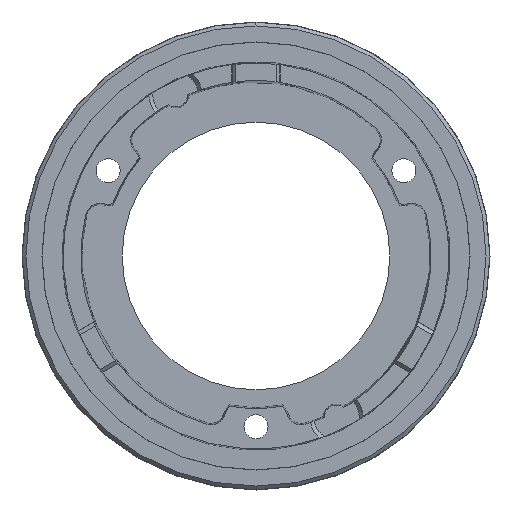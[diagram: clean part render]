
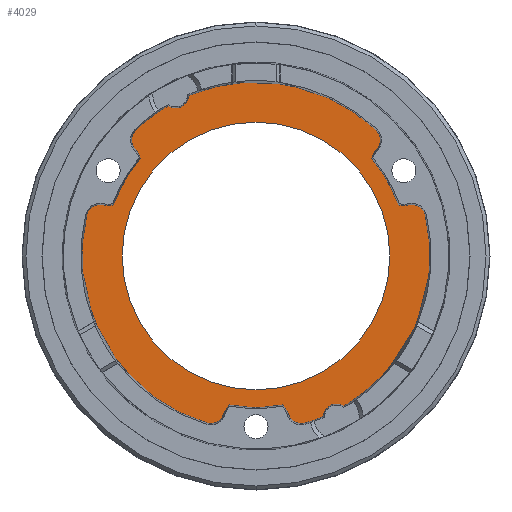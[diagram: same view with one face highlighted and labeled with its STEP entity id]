
A CAD part, front view. The second image highlights one B-rep face of the part: STEP entity #4029.
In plain terms, the highlighted planar face has unit normal (0, -1, 0).
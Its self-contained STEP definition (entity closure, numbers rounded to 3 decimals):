
#1453=CARTESIAN_POINT('',(0.,14.43,0.));
#1454=DIRECTION('',(0.,1.,0.));
#1455=DIRECTION('',(0.,0.,-1.));
#1456=AXIS2_PLACEMENT_3D('',#1453,#1454,#1455);
#1458=CARTESIAN_POINT('',(0.,14.43,0.));
#1459=DIRECTION('',(0.,1.,0.));
#1460=DIRECTION('',(0.,0.,1.));
#1461=AXIS2_PLACEMENT_3D('',#1458,#1459,#1460);
#1463=CARTESIAN_POINT('',(-6.04,14.43,12.097));
#1464=DIRECTION('',(0.,-1.,0.));
#1465=DIRECTION('',(-0.551,0.,-0.834));
#1466=AXIS2_PLACEMENT_3D('',#1463,#1464,#1465);
#1468=CARTESIAN_POINT('',(0.,14.43,0.));
#1469=DIRECTION('',(0.,-1.,0.));
#1470=DIRECTION('',(0.691,0.,0.723));
#1471=AXIS2_PLACEMENT_3D('',#1468,#1469,#1470);
#1473=CARTESIAN_POINT('',(8.325,14.43,8.712));
#1474=DIRECTION('',(0.,-1.,0.));
#1475=DIRECTION('',(0.767,0.,-0.642));
#1476=AXIS2_PLACEMENT_3D('',#1473,#1474,#1475);
#1478=CARTESIAN_POINT('',(11.085,14.43,6.4));
#1479=DIRECTION('',(0.,1.,0.));
#1480=DIRECTION('',(-0.933,0.,0.36));
#1481=AXIS2_PLACEMENT_3D('',#1478,#1479,#1480);
#1483=CARTESIAN_POINT('',(11.085,14.43,6.4));
#1484=DIRECTION('',(0.,1.,0.));
#1485=DIRECTION('',(0.173,0.,-0.985));
#1486=AXIS2_PLACEMENT_3D('',#1483,#1484,#1485);
#1488=CARTESIAN_POINT('',(11.707,14.43,2.854));
#1489=DIRECTION('',(0.,-1.,0.));
#1490=DIRECTION('',(0.972,0.,0.237));
#1491=AXIS2_PLACEMENT_3D('',#1488,#1489,#1490);
#1493=CARTESIAN_POINT('',(0.,14.43,0.));
#1494=DIRECTION('',(0.,-1.,0.));
#1495=DIRECTION('',(0.505,0.,-0.863));
#1496=AXIS2_PLACEMENT_3D('',#1493,#1494,#1495);
#1498=CARTESIAN_POINT('',(6.04,14.43,-12.097));
#1499=DIRECTION('',(0.,-1.,0.));
#1500=DIRECTION('',(0.551,0.,0.834));
#1501=AXIS2_PLACEMENT_3D('',#1498,#1499,#1500);
#1503=CARTESIAN_POINT('',(0.,14.43,0.));
#1504=DIRECTION('',(0.,-1.,0.));
#1505=DIRECTION('',(0.281,0.,-0.96));
#1506=AXIS2_PLACEMENT_3D('',#1503,#1504,#1505);
#1508=CARTESIAN_POINT('',(3.382,14.43,-11.566));
#1509=DIRECTION('',(0.,-1.,0.));
#1510=DIRECTION('',(-0.939,0.,-0.343));
#1511=AXIS2_PLACEMENT_3D('',#1508,#1509,#1510);
#1513=CARTESIAN_POINT('',(0.,14.43,-12.8));
#1514=DIRECTION('',(0.,1.,0.));
#1515=DIRECTION('',(0.778,0.,0.628));
#1516=AXIS2_PLACEMENT_3D('',#1513,#1514,#1515);
#1518=CARTESIAN_POINT('',(0.,14.43,-12.8));
#1519=DIRECTION('',(0.,1.,0.));
#1520=DIRECTION('',(-0.939,0.,0.343));
#1521=AXIS2_PLACEMENT_3D('',#1518,#1519,#1520);
#1523=CARTESIAN_POINT('',(-3.382,14.43,-11.566));
#1524=DIRECTION('',(0.,-1.,0.));
#1525=DIRECTION('',(-0.281,0.,-0.96));
#1526=AXIS2_PLACEMENT_3D('',#1523,#1524,#1525);
#1528=CARTESIAN_POINT('',(0.,14.43,0.));
#1529=DIRECTION('',(0.,-1.,0.));
#1530=DIRECTION('',(-0.972,0.,0.237));
#1531=AXIS2_PLACEMENT_3D('',#1528,#1529,#1530);
#1533=CARTESIAN_POINT('',(-11.707,14.43,2.854));
#1534=DIRECTION('',(0.,-1.,0.));
#1535=DIRECTION('',(0.173,0.,0.985));
#1536=AXIS2_PLACEMENT_3D('',#1533,#1534,#1535);
#1538=CARTESIAN_POINT('',(-11.085,14.43,6.4));
#1539=DIRECTION('',(0.,1.,0.));
#1540=DIRECTION('',(0.154,0.,-0.988));
#1541=AXIS2_PLACEMENT_3D('',#1538,#1539,#1540);
#1543=CARTESIAN_POINT('',(-11.085,14.43,6.4));
#1544=DIRECTION('',(0.,1.,0.));
#1545=DIRECTION('',(0.767,0.,0.642));
#1546=AXIS2_PLACEMENT_3D('',#1543,#1544,#1545);
#1548=CARTESIAN_POINT('',(-8.325,14.43,8.712));
#1549=DIRECTION('',(0.,-1.,0.));
#1550=DIRECTION('',(-0.691,0.,0.723));
#1551=AXIS2_PLACEMENT_3D('',#1548,#1549,#1550);
#1553=CARTESIAN_POINT('',(0.,14.43,0.));
#1554=DIRECTION('',(0.,-1.,0.));
#1555=DIRECTION('',(-0.505,0.,0.863));
#1556=AXIS2_PLACEMENT_3D('',#1553,#1554,#1555);
#1645=CARTESIAN_POINT('',(0.,14.43,0.));
#1646=DIRECTION('',(0.,-1.,0.));
#1647=DIRECTION('',(-0.178,0.,-0.984));
#1648=AXIS2_PLACEMENT_3D('',#1645,#1646,#1647);
#1650=CARTESIAN_POINT('',(2.024,14.43,-11.168));
#1660=CARTESIAN_POINT('',(-2.024,14.43,-11.168));
#1665=CARTESIAN_POINT('',(0.,14.43,0.));
#1666=DIRECTION('',(0.,-1.,0.));
#1667=DIRECTION('',(0.941,0.,0.338));
#1668=AXIS2_PLACEMENT_3D('',#1665,#1666,#1667);
#1670=CARTESIAN_POINT('',(8.66,14.43,7.337));
#1675=CARTESIAN_POINT('',(10.684,14.43,3.831));
#1680=CARTESIAN_POINT('',(0.,14.43,0.));
#1681=DIRECTION('',(0.,-1.,0.));
#1682=DIRECTION('',(-0.763,0.,0.646));
#1683=AXIS2_PLACEMENT_3D('',#1680,#1681,#1682);
#1685=CARTESIAN_POINT('',(-10.684,14.43,3.831));
#1690=CARTESIAN_POINT('',(-8.66,14.43,7.337));
#2331=VERTEX_POINT('',#1675);
#2333=VERTEX_POINT('',#1670);
#2335=VERTEX_POINT('',#1650);
#2337=VERTEX_POINT('',#1690);
#2339=VERTEX_POINT('',#1685);
#2341=VERTEX_POINT('',#1660);
#2355=CARTESIAN_POINT('',(2.442,14.43,-11.909));
#2356=CARTESIAN_POINT('',(3.662,14.43,-12.526));
#2357=VERTEX_POINT('',#2355);
#2358=VERTEX_POINT('',#2356);
#2363=CARTESIAN_POINT('',(-3.662,14.43,-12.526));
#2364=CARTESIAN_POINT('',(-2.442,14.43,-11.909));
#2365=VERTEX_POINT('',#2363);
#2366=VERTEX_POINT('',#2364);
#2371=CARTESIAN_POINT('',(12.679,14.43,3.091));
#2372=CARTESIAN_POINT('',(11.534,14.43,3.839));
#2373=VERTEX_POINT('',#2371);
#2374=VERTEX_POINT('',#2372);
#2379=CARTESIAN_POINT('',(9.092,14.43,8.069));
#2380=CARTESIAN_POINT('',(9.016,14.43,9.435));
#2381=VERTEX_POINT('',#2379);
#2382=VERTEX_POINT('',#2380);
#2387=CARTESIAN_POINT('',(-9.016,14.43,9.435));
#2388=CARTESIAN_POINT('',(-9.092,14.43,8.069));
#2389=VERTEX_POINT('',#2387);
#2390=VERTEX_POINT('',#2388);
#2395=CARTESIAN_POINT('',(-11.534,14.43,3.839));
#2396=CARTESIAN_POINT('',(-12.679,14.43,3.091));
#2397=VERTEX_POINT('',#2395);
#2398=VERTEX_POINT('',#2396);
#2403=CARTESIAN_POINT('',(0.,14.43,-10.033));
#2404=CARTESIAN_POINT('',(0.,14.43,10.033));
#2405=VERTEX_POINT('',#2403);
#2406=VERTEX_POINT('',#2404);
#2465=CARTESIAN_POINT('',(-6.591,14.43,11.263));
#2466=CARTESIAN_POINT('',(-5.041,14.43,12.037));
#2467=VERTEX_POINT('',#2465);
#2468=VERTEX_POINT('',#2466);
#2469=CARTESIAN_POINT('',(6.591,14.43,-11.263));
#2470=CARTESIAN_POINT('',(5.041,14.43,-12.037));
#2471=VERTEX_POINT('',#2469);
#2472=VERTEX_POINT('',#2470);
#3976=CARTESIAN_POINT('',(0.,14.43,0.));
#3977=DIRECTION('',(0.,-1.,0.));
#3978=DIRECTION('',(0.,0.,-1.));
#3979=AXIS2_PLACEMENT_3D('',#3976,#3977,#3978);
#3980=PLANE('',#3979);
#3982=ORIENTED_EDGE('',*,*,#3981,.T.);
#3983=ORIENTED_EDGE('',*,*,#3558,.F.);
#3985=ORIENTED_EDGE('',*,*,#3984,.F.);
#3987=ORIENTED_EDGE('',*,*,#3986,.F.);
#3989=ORIENTED_EDGE('',*,*,#3988,.F.);
#3991=ORIENTED_EDGE('',*,*,#3990,.F.);
#3993=ORIENTED_EDGE('',*,*,#3992,.F.);
#3995=ORIENTED_EDGE('',*,*,#3994,.F.);
#3997=ORIENTED_EDGE('',*,*,#3996,.T.);
#3999=ORIENTED_EDGE('',*,*,#3998,.F.);
#4001=ORIENTED_EDGE('',*,*,#4000,.F.);
#4003=ORIENTED_EDGE('',*,*,#4002,.F.);
#4005=ORIENTED_EDGE('',*,*,#4004,.F.);
#4007=ORIENTED_EDGE('',*,*,#4006,.F.);
#4009=ORIENTED_EDGE('',*,*,#4008,.F.);
#4011=ORIENTED_EDGE('',*,*,#4010,.F.);
#4013=ORIENTED_EDGE('',*,*,#4012,.F.);
#4015=ORIENTED_EDGE('',*,*,#4014,.F.);
#4017=ORIENTED_EDGE('',*,*,#4016,.F.);
#4019=ORIENTED_EDGE('',*,*,#4018,.F.);
#4021=ORIENTED_EDGE('',*,*,#4020,.F.);
#4022=ORIENTED_EDGE('',*,*,#3578,.F.);
#4023=EDGE_LOOP('',(#3982,#3983,#3985,#3987,#3989,#3991,#3993,#3995,#3997,#3999,
#4001,#4003,#4005,#4007,#4009,#4011,#4013,#4015,#4017,#4019,#4021,#4022));
#4024=FACE_OUTER_BOUND('',#4023,.F.);
#4025=ORIENTED_EDGE('',*,*,#3970,.F.);
#4026=ORIENTED_EDGE('',*,*,#3956,.F.);
#4027=EDGE_LOOP('',(#4025,#4026));
#4028=FACE_BOUND('',#4027,.F.);
#1457=CIRCLE('',#1456,10.033);
#1462=CIRCLE('',#1461,10.033);
#1467=CIRCLE('',#1466,1.);
#1472=CIRCLE('',#1471,13.05);
#1477=CIRCLE('',#1476,1.);
#1482=CIRCLE('',#1481,2.6);
#1487=CIRCLE('',#1486,2.6);
#1492=CIRCLE('',#1491,1.);
#1497=CIRCLE('',#1496,13.05);
#1502=CIRCLE('',#1501,1.);
#1507=CIRCLE('',#1506,13.05);
#1512=CIRCLE('',#1511,1.);
#1517=CIRCLE('',#1516,2.6);
#1522=CIRCLE('',#1521,2.6);
#1527=CIRCLE('',#1526,1.);
#1532=CIRCLE('',#1531,13.05);
#1537=CIRCLE('',#1536,1.);
#1542=CIRCLE('',#1541,2.6);
#1547=CIRCLE('',#1546,2.6);
#1552=CIRCLE('',#1551,1.);
#1557=CIRCLE('',#1556,13.05);
#1649=CIRCLE('',#1648,11.35);
#1669=CIRCLE('',#1668,11.35);
#1684=CIRCLE('',#1683,11.35);
#3558=EDGE_CURVE('',#2382,#2468,#1472,.T.);
#3578=EDGE_CURVE('',#2467,#2389,#1557,.T.);
#3956=EDGE_CURVE('',#2406,#2405,#1462,.T.);
#3970=EDGE_CURVE('',#2405,#2406,#1457,.T.);
#3981=EDGE_CURVE('',#2467,#2468,#1467,.T.);
#3984=EDGE_CURVE('',#2381,#2382,#1477,.T.);
#3986=EDGE_CURVE('',#2333,#2381,#1482,.T.);
#3988=EDGE_CURVE('',#2331,#2333,#1669,.T.);
#3990=EDGE_CURVE('',#2374,#2331,#1487,.T.);
#3992=EDGE_CURVE('',#2373,#2374,#1492,.T.);
#3994=EDGE_CURVE('',#2471,#2373,#1497,.T.);
#3996=EDGE_CURVE('',#2471,#2472,#1502,.T.);
#3998=EDGE_CURVE('',#2358,#2472,#1507,.T.);
#4000=EDGE_CURVE('',#2357,#2358,#1512,.T.);
#4002=EDGE_CURVE('',#2335,#2357,#1517,.T.);
#4004=EDGE_CURVE('',#2341,#2335,#1649,.T.);
#4006=EDGE_CURVE('',#2366,#2341,#1522,.T.);
#4008=EDGE_CURVE('',#2365,#2366,#1527,.T.);
#4010=EDGE_CURVE('',#2398,#2365,#1532,.T.);
#4012=EDGE_CURVE('',#2397,#2398,#1537,.T.);
#4014=EDGE_CURVE('',#2339,#2397,#1542,.T.);
#4016=EDGE_CURVE('',#2337,#2339,#1684,.T.);
#4018=EDGE_CURVE('',#2390,#2337,#1547,.T.);
#4020=EDGE_CURVE('',#2389,#2390,#1552,.T.);
#4029=ADVANCED_FACE('',(#4024,#4028),#3980,.T.);
